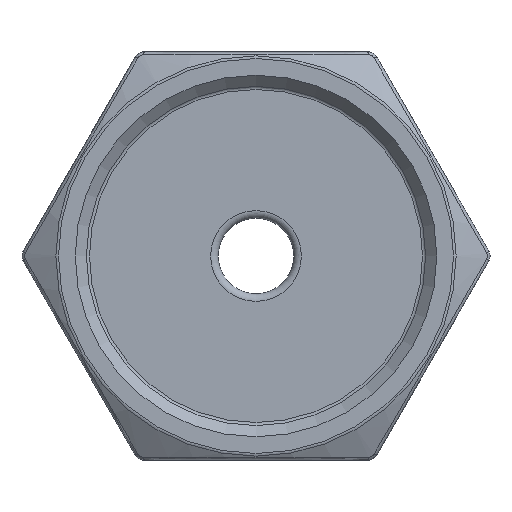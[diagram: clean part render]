
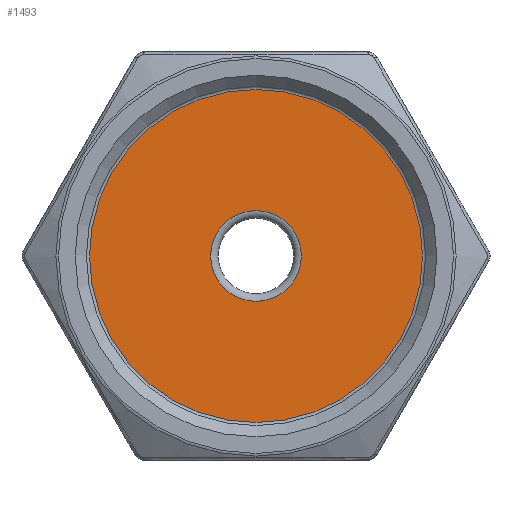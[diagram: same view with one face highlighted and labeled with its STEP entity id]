
A CAD part, left-side view. The second image highlights one B-rep face of the part: STEP entity #1493.
In plain terms, the highlighted planar face has unit normal (-1, 0, 0).
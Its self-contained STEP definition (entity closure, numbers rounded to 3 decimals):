
#538 = CARTESIAN_POINT ( 'NONE',  ( 20.5, 0., 0. ) ) ;
#1493 = ADVANCED_FACE ( 'NONE', ( #6511, #11147 ), #2124, .F. ) ;
#2124 = PLANE ( 'NONE',  #2883 ) ;
#2775 = EDGE_LOOP ( 'NONE', ( #10741 ) ) ;
#2883 = AXIS2_PLACEMENT_3D ( 'NONE', #7811, #13539, #8948 ) ;
#4806 = CIRCLE ( 'NONE', #10634, 6. ) ;
#6246 = DIRECTION ( 'NONE',  ( 0., 0., 1. ) ) ;
#6511 = FACE_BOUND ( 'NONE', #2775, .T. ) ;
#6592 = DIRECTION ( 'NONE',  ( 0., 0., -1. ) ) ;
#7071 = EDGE_CURVE ( 'NONE', #10078, #10078, #12963, .T. ) ;
#7811 = CARTESIAN_POINT ( 'NONE',  ( 20.5, 0., -22.522 ) ) ;
#8853 = CARTESIAN_POINT ( 'NONE',  ( 20.5, 0., -6. ) ) ;
#8940 = EDGE_CURVE ( 'NONE', #13523, #13523, #4806, .T. ) ;
#8948 = DIRECTION ( 'NONE',  ( 0., 1., 0. ) ) ;
#9033 = EDGE_LOOP ( 'NONE', ( #11731 ) ) ;
#9061 = AXIS2_PLACEMENT_3D ( 'NONE', #538, #14190, #6246 ) ;
#10078 = VERTEX_POINT ( 'NONE', #12364 ) ;
#10634 = AXIS2_PLACEMENT_3D ( 'NONE', #12307, #12231, #6592 ) ;
#10741 = ORIENTED_EDGE ( 'NONE', *, *, #8940, .T. ) ;
#11147 = FACE_OUTER_BOUND ( 'NONE', #9033, .T. ) ;
#11731 = ORIENTED_EDGE ( 'NONE', *, *, #7071, .F. ) ;
#12231 = DIRECTION ( 'NONE',  ( 1., 0., 0. ) ) ;
#12307 = CARTESIAN_POINT ( 'NONE',  ( 20.5, 0., 0. ) ) ;
#12364 = CARTESIAN_POINT ( 'NONE',  ( 20.5, 0., 22.023 ) ) ;
#12963 = CIRCLE ( 'NONE', #9061, 22.023 ) ;
#13523 = VERTEX_POINT ( 'NONE', #8853 ) ;
#13539 = DIRECTION ( 'NONE',  ( 1., 0., 0. ) ) ;
#14190 = DIRECTION ( 'NONE',  ( 1., 0., 0. ) ) ;
